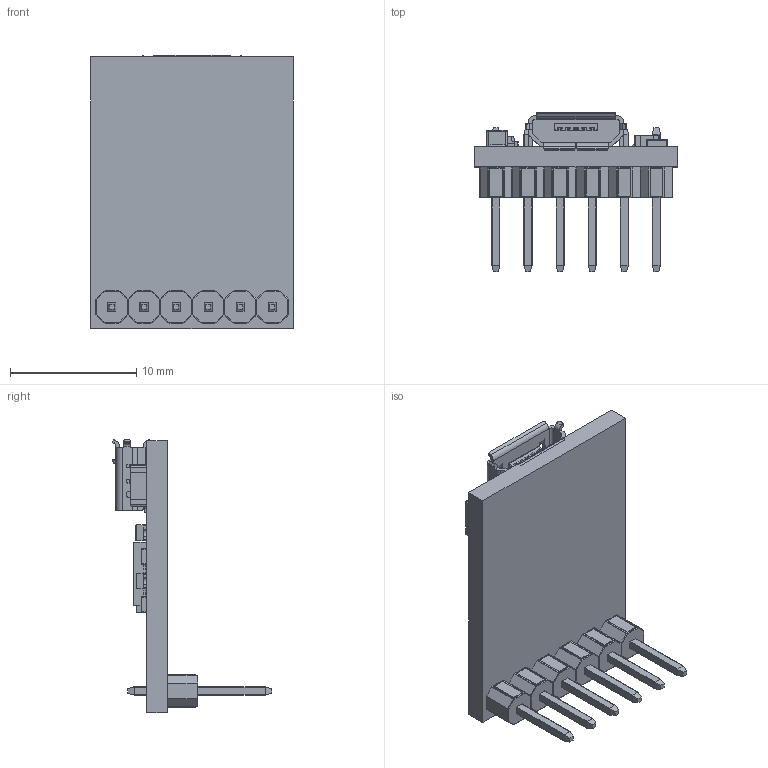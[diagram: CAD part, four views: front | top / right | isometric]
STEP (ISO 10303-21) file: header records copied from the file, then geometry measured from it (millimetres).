
FILE_DESCRIPTION(/* description */ (''),/* implementation_level */ '2;1');
FILE_NAME(/* name */ 'CP2102-BOARD v2.step',/* time_stamp */ '2021-02-16T21:38:39+05:00',/* author */ (''),/* organization */ (''),/* preprocessor_version */ 'ST-DEVELOPER v18.1',/* originating_system */ 'Autodesk Translation Framework v9.7.1.1290',/* authorisation */ '');
FILE_SCHEMA (('AUTOMOTIVE_DESIGN { 1 0 10303 214 3 1 1 }'));
Length unit declared in the file: millimetre
Products named in the file (2): CP2102-BOARD; Pin Header Male 01x01 P2.54mm v1
Assembly tree (6 placements, depth 2):
  CP2102-BOARD
    Pin Header Male 01x01 P2.54mm v1  x6
Bounding box: 16 x 12.59 x 21.61 mm (x, y, z)
Volume: 739.9 mm3; surface area: 1755.4 mm2
Topology: 97 solids, 97 shells, 1946 faces, 4947 edges, 3209 vertices
Faces by surface type: plane 1318, cylinder 492, sphere 107, bspline 29
Full cylindrical faces by diameter (mm): 1 x6
Entity records: 47903 total; most frequent: CARTESIAN_POINT 9182, ORIENTED_EDGE 7752, DIRECTION 7346, EDGE_CURVE 3876, LINE 3078, VECTOR 3078, VERTEX_POINT 2609, AXIS2_PLACEMENT_3D 2134
